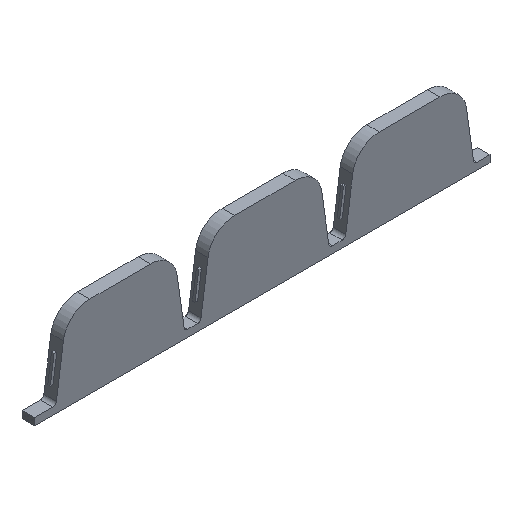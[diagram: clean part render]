
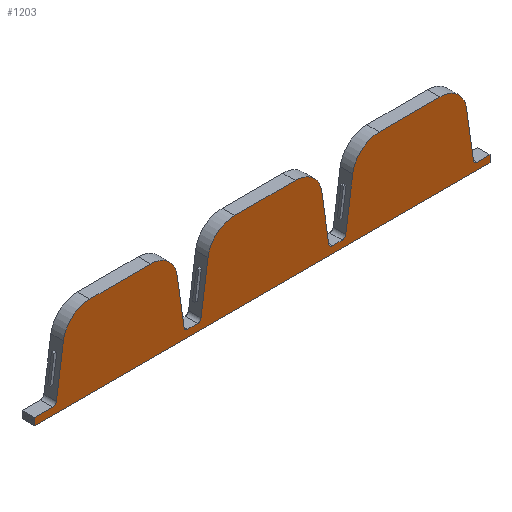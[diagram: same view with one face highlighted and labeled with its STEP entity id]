
A CAD part, isometric view. The second image highlights one B-rep face of the part: STEP entity #1203.
In plain terms, the highlighted planar face has unit normal (0, -1, 0).
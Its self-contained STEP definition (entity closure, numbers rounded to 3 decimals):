
#65=PLANE('',#1305);
#125=FACE_OUTER_BOUND('',#195,.T.);
#195=EDGE_LOOP('',(#1019,#1020,#1021,#1022,#1023,#1024,#1025,#1026,#1027,
#1028,#1029,#1030,#1031,#1032,#1033,#1034,#1035,#1036,#1037,#1038,#1039,
#1040,#1041,#1042,#1043,#1044,#1045,#1046));
#223=LINE('',#1674,#359);
#230=LINE('',#1694,#366);
#241=LINE('',#1720,#377);
#248=LINE('',#1740,#384);
#257=LINE('',#1763,#393);
#268=LINE('',#1789,#404);
#327=LINE('',#1937,#463);
#328=LINE('',#1941,#464);
#329=LINE('',#1943,#465);
#330=LINE('',#1947,#466);
#331=LINE('',#1950,#467);
#332=LINE('',#1952,#468);
#333=LINE('',#1954,#469);
#334=LINE('',#1956,#470);
#335=LINE('',#1957,#471);
#336=LINE('',#1958,#472);
#359=VECTOR('',#1343,10.);
#366=VECTOR('',#1358,10.);
#377=VECTOR('',#1377,10.);
#384=VECTOR('',#1392,10.);
#393=VECTOR('',#1409,10.);
#404=VECTOR('',#1428,10.);
#463=VECTOR('',#1585,10.);
#464=VECTOR('',#1588,10.);
#465=VECTOR('',#1591,10.);
#466=VECTOR('',#1594,10.);
#467=VECTOR('',#1597,10.);
#468=VECTOR('',#1598,10.);
#469=VECTOR('',#1599,10.);
#470=VECTOR('',#1600,10.);
#471=VECTOR('',#1601,10.);
#472=VECTOR('',#1602,10.);
#492=CIRCLE('',#1235,2.);
#493=CIRCLE('',#1238,2.);
#496=CIRCLE('',#1243,2.);
#497=CIRCLE('',#1246,2.);
#499=CIRCLE('',#1250,2.);
#502=CIRCLE('',#1255,2.);
#512=CIRCLE('',#1301,15.);
#514=CIRCLE('',#1304,15.);
#515=CIRCLE('',#1306,15.);
#516=CIRCLE('',#1307,15.);
#517=CIRCLE('',#1308,15.);
#518=CIRCLE('',#1309,15.);
#525=VERTEX_POINT('',#1664);
#526=VERTEX_POINT('',#1666);
#528=VERTEX_POINT('',#1672);
#533=VERTEX_POINT('',#1684);
#534=VERTEX_POINT('',#1685);
#537=VERTEX_POINT('',#1693);
#545=VERTEX_POINT('',#1710);
#546=VERTEX_POINT('',#1712);
#548=VERTEX_POINT('',#1718);
#553=VERTEX_POINT('',#1730);
#554=VERTEX_POINT('',#1731);
#557=VERTEX_POINT('',#1739);
#563=VERTEX_POINT('',#1753);
#564=VERTEX_POINT('',#1754);
#567=VERTEX_POINT('',#1762);
#575=VERTEX_POINT('',#1779);
#576=VERTEX_POINT('',#1781);
#578=VERTEX_POINT('',#1787);
#616=VERTEX_POINT('',#1927);
#618=VERTEX_POINT('',#1933);
#619=VERTEX_POINT('',#1938);
#620=VERTEX_POINT('',#1940);
#621=VERTEX_POINT('',#1944);
#622=VERTEX_POINT('',#1946);
#623=VERTEX_POINT('',#1949);
#624=VERTEX_POINT('',#1951);
#625=VERTEX_POINT('',#1953);
#626=VERTEX_POINT('',#1955);
#637=EDGE_CURVE('',#525,#526,#492,.T.);
#641=EDGE_CURVE('',#525,#528,#223,.T.);
#646=EDGE_CURVE('',#533,#534,#493,.T.);
#650=EDGE_CURVE('',#537,#534,#230,.T.);
#659=EDGE_CURVE('',#545,#546,#496,.T.);
#663=EDGE_CURVE('',#545,#548,#241,.T.);
#668=EDGE_CURVE('',#553,#554,#497,.T.);
#672=EDGE_CURVE('',#557,#554,#248,.T.);
#679=EDGE_CURVE('',#563,#564,#499,.T.);
#683=EDGE_CURVE('',#567,#564,#257,.T.);
#692=EDGE_CURVE('',#575,#576,#502,.T.);
#696=EDGE_CURVE('',#575,#578,#268,.T.);
#762=EDGE_CURVE('',#616,#537,#512,.T.);
#766=EDGE_CURVE('',#528,#618,#514,.T.);
#767=EDGE_CURVE('',#546,#533,#327,.T.);
#768=EDGE_CURVE('',#548,#619,#515,.T.);
#769=EDGE_CURVE('',#620,#619,#328,.T.);
#770=EDGE_CURVE('',#620,#567,#516,.T.);
#771=EDGE_CURVE('',#576,#563,#329,.T.);
#772=EDGE_CURVE('',#578,#621,#517,.T.);
#773=EDGE_CURVE('',#622,#621,#330,.T.);
#774=EDGE_CURVE('',#622,#557,#518,.T.);
#775=EDGE_CURVE('',#623,#553,#331,.T.);
#776=EDGE_CURVE('',#624,#623,#332,.T.);
#777=EDGE_CURVE('',#625,#624,#333,.T.);
#778=EDGE_CURVE('',#625,#626,#334,.T.);
#779=EDGE_CURVE('',#526,#626,#335,.T.);
#780=EDGE_CURVE('',#616,#618,#336,.T.);
#1019=ORIENTED_EDGE('',*,*,#762,.T.);
#1020=ORIENTED_EDGE('',*,*,#650,.T.);
#1021=ORIENTED_EDGE('',*,*,#646,.F.);
#1022=ORIENTED_EDGE('',*,*,#767,.F.);
#1023=ORIENTED_EDGE('',*,*,#659,.F.);
#1024=ORIENTED_EDGE('',*,*,#663,.T.);
#1025=ORIENTED_EDGE('',*,*,#768,.T.);
#1026=ORIENTED_EDGE('',*,*,#769,.F.);
#1027=ORIENTED_EDGE('',*,*,#770,.T.);
#1028=ORIENTED_EDGE('',*,*,#683,.T.);
#1029=ORIENTED_EDGE('',*,*,#679,.F.);
#1030=ORIENTED_EDGE('',*,*,#771,.F.);
#1031=ORIENTED_EDGE('',*,*,#692,.F.);
#1032=ORIENTED_EDGE('',*,*,#696,.T.);
#1033=ORIENTED_EDGE('',*,*,#772,.T.);
#1034=ORIENTED_EDGE('',*,*,#773,.F.);
#1035=ORIENTED_EDGE('',*,*,#774,.T.);
#1036=ORIENTED_EDGE('',*,*,#672,.T.);
#1037=ORIENTED_EDGE('',*,*,#668,.F.);
#1038=ORIENTED_EDGE('',*,*,#775,.F.);
#1039=ORIENTED_EDGE('',*,*,#776,.F.);
#1040=ORIENTED_EDGE('',*,*,#777,.F.);
#1041=ORIENTED_EDGE('',*,*,#778,.T.);
#1042=ORIENTED_EDGE('',*,*,#779,.F.);
#1043=ORIENTED_EDGE('',*,*,#637,.F.);
#1044=ORIENTED_EDGE('',*,*,#641,.T.);
#1045=ORIENTED_EDGE('',*,*,#766,.T.);
#1046=ORIENTED_EDGE('',*,*,#780,.F.);
#1203=ADVANCED_FACE('',(#125),#65,.T.);
#1235=AXIS2_PLACEMENT_3D('',#1667,#1336,#1337);
#1238=AXIS2_PLACEMENT_3D('',#1686,#1350,#1351);
#1243=AXIS2_PLACEMENT_3D('',#1713,#1370,#1371);
#1246=AXIS2_PLACEMENT_3D('',#1732,#1384,#1385);
#1250=AXIS2_PLACEMENT_3D('',#1755,#1401,#1402);
#1255=AXIS2_PLACEMENT_3D('',#1782,#1421,#1422);
#1301=AXIS2_PLACEMENT_3D('',#1928,#1573,#1574);
#1304=AXIS2_PLACEMENT_3D('',#1935,#1581,#1582);
#1305=AXIS2_PLACEMENT_3D('',#1936,#1583,#1584);
#1306=AXIS2_PLACEMENT_3D('',#1939,#1586,#1587);
#1307=AXIS2_PLACEMENT_3D('',#1942,#1589,#1590);
#1308=AXIS2_PLACEMENT_3D('',#1945,#1592,#1593);
#1309=AXIS2_PLACEMENT_3D('',#1948,#1595,#1596);
#1336=DIRECTION('center_axis',(0.,-1.,0.));
#1337=DIRECTION('ref_axis',(-0.655,0.,-0.755));
#1343=DIRECTION('',(-0.141,0.,0.99));
#1350=DIRECTION('center_axis',(0.,-1.,0.));
#1351=DIRECTION('ref_axis',(0.655,0.,-0.755));
#1358=DIRECTION('',(-0.141,0.,-0.99));
#1370=DIRECTION('center_axis',(0.,-1.,0.));
#1371=DIRECTION('ref_axis',(-0.655,0.,-0.755));
#1377=DIRECTION('',(-0.141,0.,0.99));
#1384=DIRECTION('center_axis',(0.,-1.,0.));
#1385=DIRECTION('ref_axis',(0.655,0.,-0.755));
#1392=DIRECTION('',(-0.141,0.,-0.99));
#1401=DIRECTION('center_axis',(0.,-1.,0.));
#1402=DIRECTION('ref_axis',(0.655,0.,-0.755));
#1409=DIRECTION('',(-0.141,0.,-0.99));
#1421=DIRECTION('center_axis',(0.,-1.,0.));
#1422=DIRECTION('ref_axis',(-0.655,0.,-0.755));
#1428=DIRECTION('',(-0.141,0.,0.99));
#1573=DIRECTION('center_axis',(0.,-1.,0.));
#1574=DIRECTION('ref_axis',(1.,0.,0.));
#1581=DIRECTION('center_axis',(0.,-1.,0.));
#1582=DIRECTION('ref_axis',(1.,0.,0.));
#1583=DIRECTION('center_axis',(0.,-1.,0.));
#1584=DIRECTION('ref_axis',(1.,0.,0.));
#1585=DIRECTION('',(1.,0.,0.));
#1586=DIRECTION('center_axis',(0.,-1.,0.));
#1587=DIRECTION('ref_axis',(1.,0.,0.));
#1588=DIRECTION('',(1.,0.,0.));
#1589=DIRECTION('center_axis',(0.,-1.,0.));
#1590=DIRECTION('ref_axis',(1.,0.,0.));
#1591=DIRECTION('',(1.,0.,0.));
#1592=DIRECTION('center_axis',(0.,-1.,0.));
#1593=DIRECTION('ref_axis',(1.,0.,0.));
#1594=DIRECTION('',(1.,0.,0.));
#1595=DIRECTION('center_axis',(0.,-1.,0.));
#1596=DIRECTION('ref_axis',(1.,0.,0.));
#1597=DIRECTION('',(1.,0.,0.));
#1598=DIRECTION('',(0.,0.,1.));
#1599=DIRECTION('',(-1.,0.,0.));
#1600=DIRECTION('',(0.,0.,1.));
#1601=DIRECTION('',(1.,0.,0.));
#1602=DIRECTION('',(1.,0.,0.));
#1664=CARTESIAN_POINT('',(148.755,13.,5.718));
#1666=CARTESIAN_POINT('',(150.735,13.,4.));
#1667=CARTESIAN_POINT('Origin',(150.735,13.,6.));
#1672=CARTESIAN_POINT('',(144.85,13.,33.117));
#1674=CARTESIAN_POINT('',(146.83,13.,19.222));
#1684=CARTESIAN_POINT('',(75.265,13.,4.));
#1685=CARTESIAN_POINT('',(77.245,13.,5.718));
#1686=CARTESIAN_POINT('Origin',(75.265,13.,6.));
#1693=CARTESIAN_POINT('',(81.15,13.,33.117));
#1694=CARTESIAN_POINT('',(77.063,13.,4.445));
#1710=CARTESIAN_POINT('',(67.755,13.,5.718));
#1712=CARTESIAN_POINT('',(69.735,13.,4.));
#1713=CARTESIAN_POINT('Origin',(69.735,13.,6.));
#1718=CARTESIAN_POINT('',(63.85,13.,33.117));
#1720=CARTESIAN_POINT('',(66.637,13.,13.565));
#1730=CARTESIAN_POINT('',(-86.735,13.,4.));
#1731=CARTESIAN_POINT('',(-84.755,13.,5.718));
#1732=CARTESIAN_POINT('Origin',(-86.735,13.,6.));
#1739=CARTESIAN_POINT('',(-80.85,13.,33.117));
#1740=CARTESIAN_POINT('',(-83.324,13.,15.76));
#1753=CARTESIAN_POINT('',(-5.735,13.,4.));
#1754=CARTESIAN_POINT('',(-3.755,13.,5.718));
#1755=CARTESIAN_POINT('Origin',(-5.735,13.,6.));
#1762=CARTESIAN_POINT('',(0.15,13.,33.117));
#1763=CARTESIAN_POINT('',(-3.13,13.,10.102));
#1779=CARTESIAN_POINT('',(-13.245,13.,5.718));
#1781=CARTESIAN_POINT('',(-11.265,13.,4.));
#1782=CARTESIAN_POINT('Origin',(-11.265,13.,6.));
#1787=CARTESIAN_POINT('',(-17.15,13.,33.117));
#1789=CARTESIAN_POINT('',(-13.557,13.,7.907));
#1927=CARTESIAN_POINT('',(96.,13.,46.));
#1928=CARTESIAN_POINT('Origin',(96.,13.,31.));
#1933=CARTESIAN_POINT('',(130.,13.,46.));
#1935=CARTESIAN_POINT('Origin',(130.,13.,31.));
#1936=CARTESIAN_POINT('Origin',(-97.,13.,0.));
#1937=CARTESIAN_POINT('',(158.,13.,4.));
#1938=CARTESIAN_POINT('',(49.,13.,46.));
#1939=CARTESIAN_POINT('Origin',(49.,13.,31.));
#1940=CARTESIAN_POINT('',(15.,13.,46.));
#1941=CARTESIAN_POINT('',(239.,13.,46.));
#1942=CARTESIAN_POINT('Origin',(15.,13.,31.));
#1943=CARTESIAN_POINT('',(158.,13.,4.));
#1944=CARTESIAN_POINT('',(-32.,13.,46.));
#1945=CARTESIAN_POINT('Origin',(-32.,13.,31.));
#1946=CARTESIAN_POINT('',(-66.,13.,46.));
#1947=CARTESIAN_POINT('',(158.,13.,46.));
#1948=CARTESIAN_POINT('Origin',(-66.,13.,31.));
#1949=CARTESIAN_POINT('',(-97.,13.,4.));
#1950=CARTESIAN_POINT('',(158.,13.,4.));
#1951=CARTESIAN_POINT('',(-97.,13.,0.));
#1952=CARTESIAN_POINT('',(-97.,13.,0.));
#1953=CARTESIAN_POINT('',(158.,13.,0.));
#1954=CARTESIAN_POINT('',(158.,13.,0.));
#1955=CARTESIAN_POINT('',(158.,13.,4.));
#1956=CARTESIAN_POINT('',(158.,13.,0.));
#1957=CARTESIAN_POINT('',(158.,13.,4.));
#1958=CARTESIAN_POINT('',(320.,13.,46.));
